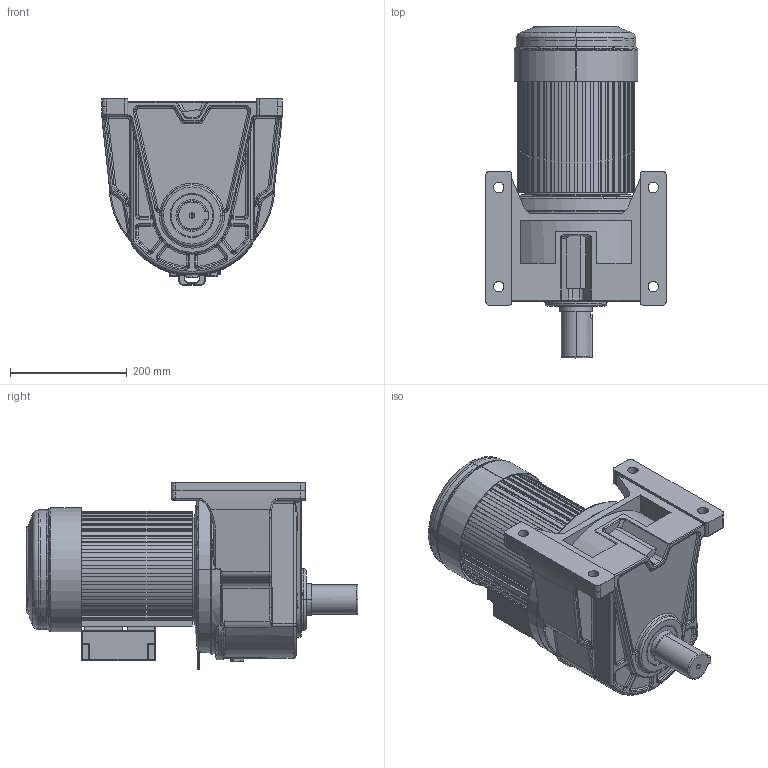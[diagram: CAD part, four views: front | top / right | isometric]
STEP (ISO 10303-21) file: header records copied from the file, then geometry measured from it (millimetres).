
FILE_DESCRIPTION (( 'STEP AP214' ), '1' );
FILE_NAME ('GH-50-2200-i-A-B-G3-TL.STEP', '2023-09-20T03:25:06', ( '' ), ( '' ), 'SwSTEP 2.0', 'SolidWorks 2021', '' );
FILE_SCHEMA (( 'AUTOMOTIVE_DESIGN' ));
Length unit declared in the file: millimetre
Products named in the file (7): 2200W_蕼偞; H50_蕼偞; GH50-2200W-S-G3-TL(2); G50_蕼偞; 2200WJIKE_蕼偞; 煞車接線盒DOWN-UP_預設; GH-50-2200-i-A-B-G3-TL
Assembly tree (6 placements, depth 3):
  GH-50-2200-i-A-B-G3-TL
    GH50-2200W-S-G3-TL(2)
      H50_蕼偞
      G50_蕼偞
      2200WJIKE_蕼偞
      2200W_蕼偞
    煞車接線盒DOWN-UP_預設
Bounding box: 310 x 569 x 319.45 mm (x, y, z)
Volume: 12792643.3 mm3; surface area: 1234745.9 mm2
Topology: 5 solids, 13 shells, 1893 faces, 5017 edges, 3166 vertices
Faces by surface type: plane 870, cylinder 631, torus 232, bspline 117, sphere 28, cone 15
Entity records: 70816 total; most frequent: CARTESIAN_POINT 23547, ORIENTED_EDGE 9974, DIRECTION 9741, EDGE_CURVE 4987, AXIS2_PLACEMENT_3D 3397, VERTEX_POINT 3166, LINE 2947, VECTOR 2947
